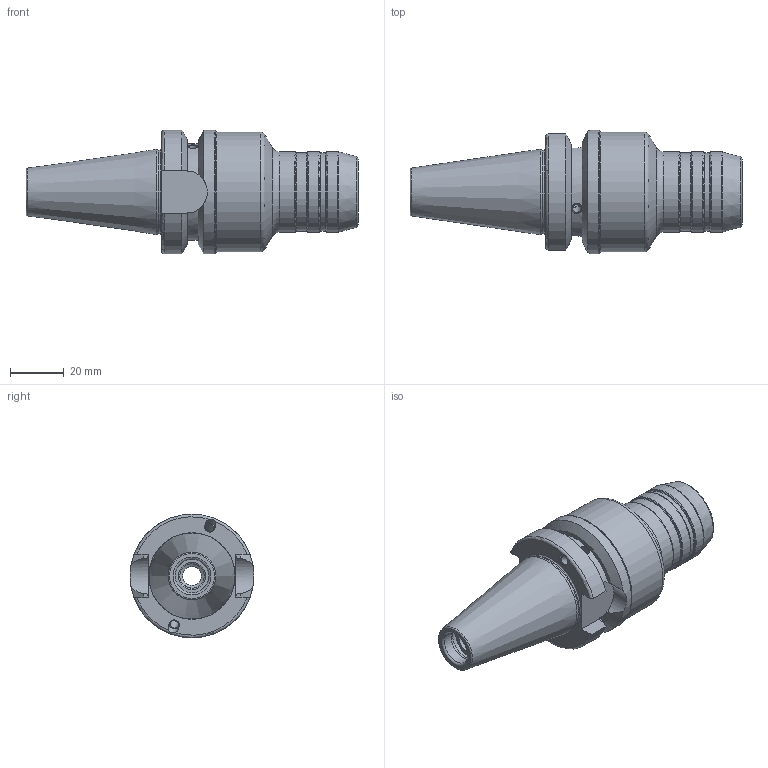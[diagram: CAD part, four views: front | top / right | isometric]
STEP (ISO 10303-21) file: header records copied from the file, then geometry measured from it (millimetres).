
FILE_DESCRIPTION(/* description */ (''),/* implementation_level */ '2;1');
FILE_NAME(/* name */ 'BT30ADB-HC10-75.stp',/* time_stamp */ '2022-08-30T10:49:01+09:00',/* author */ ('eos'),/* organization */ (''),/* preprocessor_version */ 'ST-DEVELOPER v18.1',/* originating_system */ 'Autodesk Inventor 2022',/* authorisation */ '');
FILE_SCHEMA (('AUTOMOTIVE_DESIGN { 1 0 10303 214 3 1 1 }'));
Length unit declared in the file: millimetre
Products named in the file (1): BT30
Bounding box: 123.4 x 46 x 46 mm (x, y, z)
Volume: 96393.2 mm3; surface area: 19737.5 mm2
Topology: 1 solids, 1 shells, 95 faces, 240 edges, 146 vertices
Faces by surface type: cylinder 39, plane 20, torus 19, cone 17
Full cylindrical faces by diameter (mm): 3.242 x8, 4 x4, 6.917 x1, 9 x1, 10 x1, 10.106 x1, 10.6 x1, 12.5 x1, 13.1 x1, 29 x2, 30 x3, 31.2 x1, 44.5 x1, 46 x1
Entity records: 3134 total; most frequent: CARTESIAN_POINT 769, DIRECTION 523, ORIENTED_EDGE 476, EDGE_CURVE 238, AXIS2_PLACEMENT_3D 224, VERTEX_POINT 146, CIRCLE 108, EDGE_LOOP 106
